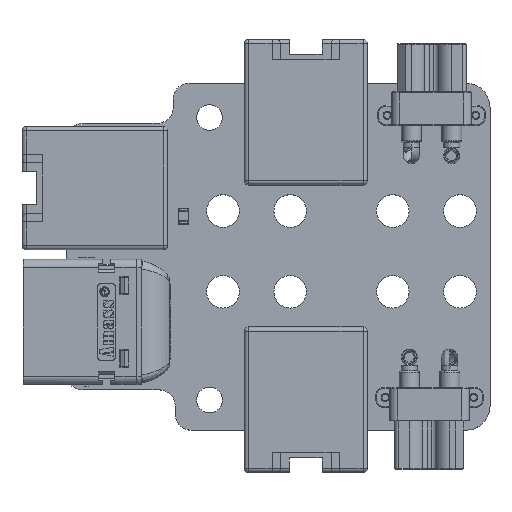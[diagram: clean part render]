
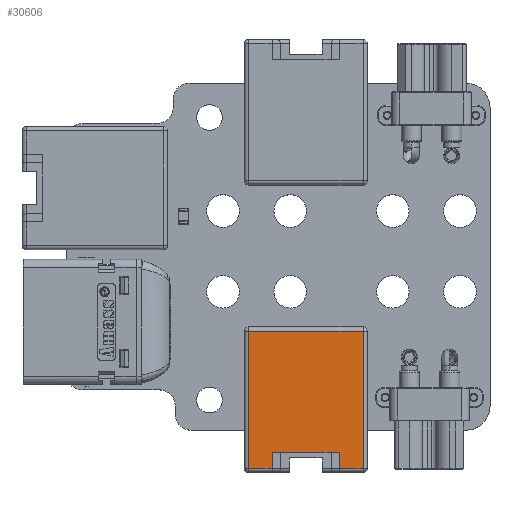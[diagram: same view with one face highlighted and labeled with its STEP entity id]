
A CAD part, top view. The second image highlights one B-rep face of the part: STEP entity #30606.
In plain terms, the highlighted face is planar.
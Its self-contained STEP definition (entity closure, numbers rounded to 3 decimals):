
#30370 = VERTEX_POINT('',#30371);
#30371 = CARTESIAN_POINT('',(-4.15,11.5,7.38));
#30378 = EDGE_CURVE('',#30379,#30370,#30381,.T.);
#30379 = VERTEX_POINT('',#30380);
#30380 = CARTESIAN_POINT('',(-7.12,11.5,7.38));
#30381 = LINE('',#30382,#30383);
#30382 = CARTESIAN_POINT('',(0.,11.5,7.38));
#30383 = VECTOR('',#30384,1.);
#30384 = DIRECTION('',(1.,0.,0.));
#30606 = ADVANCED_FACE('',(#30607),#30664,.F.);
#30607 = FACE_BOUND('',#30608,.T.);
#30608 = EDGE_LOOP('',(#30609,#30610,#30618,#30626,#30634,#30642,#30650,
    #30658));
#30609 = ORIENTED_EDGE('',*,*,#30378,.T.);
#30610 = ORIENTED_EDGE('',*,*,#30611,.F.);
#30611 = EDGE_CURVE('',#30612,#30370,#30614,.T.);
#30612 = VERTEX_POINT('',#30613);
#30613 = CARTESIAN_POINT('',(-4.15,11.5,5.38));
#30614 = LINE('',#30615,#30616);
#30615 = CARTESIAN_POINT('',(-4.15,11.5,5.38));
#30616 = VECTOR('',#30617,1.);
#30617 = DIRECTION('',(-0.,-0.,1.));
#30618 = ORIENTED_EDGE('',*,*,#30619,.F.);
#30619 = EDGE_CURVE('',#30620,#30612,#30622,.T.);
#30620 = VERTEX_POINT('',#30621);
#30621 = CARTESIAN_POINT('',(4.15,11.5,5.38));
#30622 = LINE('',#30623,#30624);
#30623 = CARTESIAN_POINT('',(4.15,11.5,5.38));
#30624 = VECTOR('',#30625,1.);
#30625 = DIRECTION('',(-1.,0.,0.));
#30626 = ORIENTED_EDGE('',*,*,#30627,.T.);
#30627 = EDGE_CURVE('',#30620,#30628,#30630,.T.);
#30628 = VERTEX_POINT('',#30629);
#30629 = CARTESIAN_POINT('',(4.15,11.5,7.38));
#30630 = LINE('',#30631,#30632);
#30631 = CARTESIAN_POINT('',(4.15,11.5,5.38));
#30632 = VECTOR('',#30633,1.);
#30633 = DIRECTION('',(-0.,-0.,1.));
#30634 = ORIENTED_EDGE('',*,*,#30635,.T.);
#30635 = EDGE_CURVE('',#30628,#30636,#30638,.T.);
#30636 = VERTEX_POINT('',#30637);
#30637 = CARTESIAN_POINT('',(7.12,11.5,7.38));
#30638 = LINE('',#30639,#30640);
#30639 = CARTESIAN_POINT('',(0.,11.5,7.38));
#30640 = VECTOR('',#30641,1.);
#30641 = DIRECTION('',(1.,0.,0.));
#30642 = ORIENTED_EDGE('',*,*,#30643,.T.);
#30643 = EDGE_CURVE('',#30636,#30644,#30646,.T.);
#30644 = VERTEX_POINT('',#30645);
#30645 = CARTESIAN_POINT('',(7.12,11.5,-9.62));
#30646 = LINE('',#30647,#30648);
#30647 = CARTESIAN_POINT('',(7.12,11.5,0.));
#30648 = VECTOR('',#30649,1.);
#30649 = DIRECTION('',(0.,0.,-1.));
#30650 = ORIENTED_EDGE('',*,*,#30651,.T.);
#30651 = EDGE_CURVE('',#30644,#30652,#30654,.T.);
#30652 = VERTEX_POINT('',#30653);
#30653 = CARTESIAN_POINT('',(-7.12,11.5,-9.62));
#30654 = LINE('',#30655,#30656);
#30655 = CARTESIAN_POINT('',(0.,11.5,-9.62));
#30656 = VECTOR('',#30657,1.);
#30657 = DIRECTION('',(-1.,0.,0.));
#30658 = ORIENTED_EDGE('',*,*,#30659,.T.);
#30659 = EDGE_CURVE('',#30652,#30379,#30660,.T.);
#30660 = LINE('',#30661,#30662);
#30661 = CARTESIAN_POINT('',(-7.12,11.5,0.));
#30662 = VECTOR('',#30663,1.);
#30663 = DIRECTION('',(0.,0.,1.));
#30664 = PLANE('',#30665);
#30665 = AXIS2_PLACEMENT_3D('',#30666,#30667,#30668);
#30666 = CARTESIAN_POINT('',(0.,11.5,0.));
#30667 = DIRECTION('',(0.,-1.,0.));
#30668 = DIRECTION('',(0.,0.,-1.));
